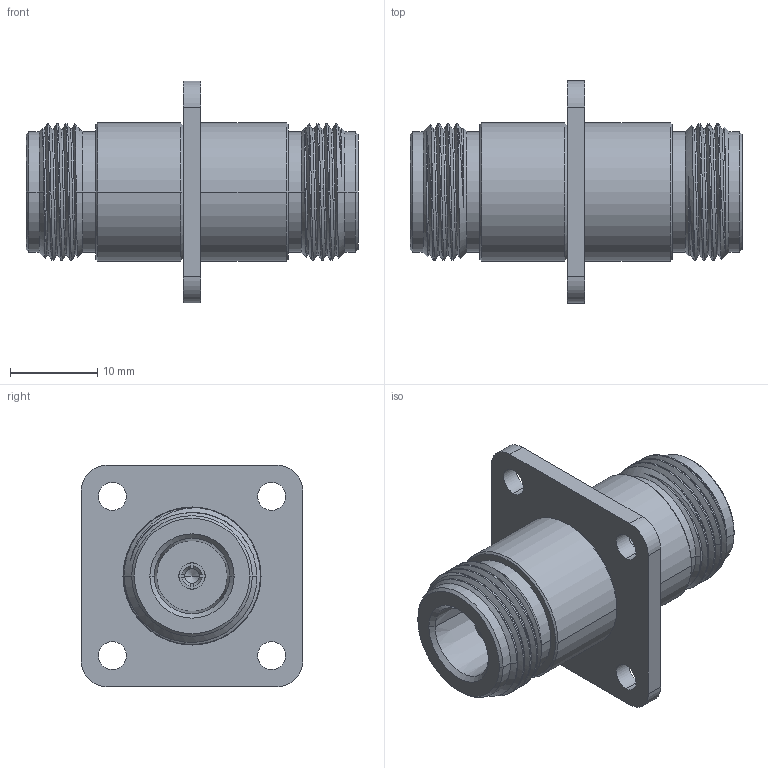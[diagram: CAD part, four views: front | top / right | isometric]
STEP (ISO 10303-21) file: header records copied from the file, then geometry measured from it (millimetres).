
FILE_DESCRIPTION((''),'2;1');
FILE_NAME('N7571A2-AT30GA-50_SW0001','2020-08-17T16:50:47',('Viji'),(''),'CREO PARAMETRIC BY PTC INC, 2019444','CREO PARAMETRIC BY PTC INC, 2019444','');
FILE_SCHEMA(('CONFIG_CONTROL_DESIGN'));
Length unit declared in the file: millimetre
Products named in the file (1): N7571A2-AT30GA-50_SW0001
Bounding box: 38 x 25.4 x 25.4 mm (x, y, z)
Volume: 6774.4 mm3; surface area: 4127.5 mm2
Topology: 1 solids, 1 shells, 150 faces, 380 edges, 236 vertices
Faces by surface type: cylinder 56, plane 44, cone 38, bspline 12
Entity records: 7695 total; most frequent: CARTESIAN_POINT 4105, ORIENTED_EDGE 752, DIRECTION 726, EDGE_CURVE 376, AXIS2_PLACEMENT_3D 280, VERTEX_POINT 236, VECTOR 166, LINE 166
